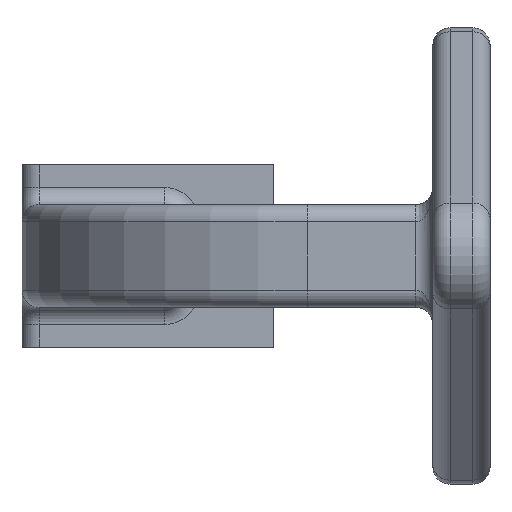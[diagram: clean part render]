
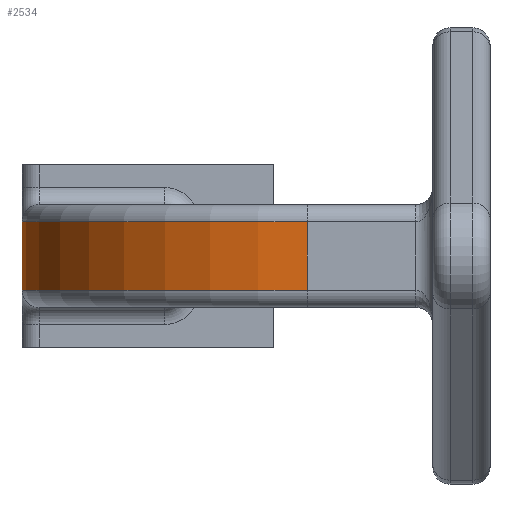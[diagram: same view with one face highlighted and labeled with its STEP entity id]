
A CAD part, left-side view. The second image highlights one B-rep face of the part: STEP entity #2534.
In plain terms, the highlighted cylindrical face has radius 50 mm (diameter 100 mm), a partial arc.
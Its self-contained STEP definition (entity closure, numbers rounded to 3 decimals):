
#1678 = TOROIDAL_SURFACE('',#1679,47.,3.);
#1679 = AXIS2_PLACEMENT_3D('',#1680,#1681,#1682);
#1680 = CARTESIAN_POINT('',(32.5,22.,
    -6.));
#1681 = DIRECTION('',(0.,0.,1.));
#1682 = DIRECTION('',(0.,1.,0.));
#1797 = VERTEX_POINT('',#1798);
#1798 = CARTESIAN_POINT('',(-17.5,22.,6.));
#1805 = PLANE('',#1806);
#1806 = AXIS2_PLACEMENT_3D('',#1807,#1808,#1809);
#1807 = CARTESIAN_POINT('',(-17.5,12.5,0.));
#1808 = DIRECTION('',(1.,0.,0.));
#1809 = DIRECTION('',(0.,0.,-1.));
#1853 = VERTEX_POINT('',#1854);
#1854 = CARTESIAN_POINT('',(-17.5,22.,-6.));
#1875 = EDGE_CURVE('',#1797,#1853,#1876,.T.);
#1876 = SURFACE_CURVE('',#1877,(#1881,#1888),.PCURVE_S1.);
#1877 = LINE('',#1878,#1879);
#1878 = CARTESIAN_POINT('',(-17.5,22.,3.));
#1879 = VECTOR('',#1880,1.);
#1880 = DIRECTION('',(0.,0.,-1.));
#1881 = PCURVE('',#1805,#1882);
#1882 = DEFINITIONAL_REPRESENTATION('',(#1883),#1887);
#1883 = LINE('',#1884,#1885);
#1884 = CARTESIAN_POINT('',(-3.,9.5));
#1885 = VECTOR('',#1886,1.);
#1886 = DIRECTION('',(1.,0.));
#1887 = ( GEOMETRIC_REPRESENTATION_CONTEXT(2) 
PARAMETRIC_REPRESENTATION_CONTEXT() REPRESENTATION_CONTEXT('2D SPACE',''
  ) );
#1888 = PCURVE('',#1889,#1894);
#1889 = CYLINDRICAL_SURFACE('',#1890,50.);
#1890 = AXIS2_PLACEMENT_3D('',#1891,#1892,#1893);
#1891 = CARTESIAN_POINT('',(32.5,22.,-7.));
#1892 = DIRECTION('',(0.,0.,1.));
#1893 = DIRECTION('',(1.,0.,0.));
#1894 = DEFINITIONAL_REPRESENTATION('',(#1895),#1899);
#1895 = LINE('',#1896,#1897);
#1896 = CARTESIAN_POINT('',(3.142,10.));
#1897 = VECTOR('',#1898,1.);
#1898 = DIRECTION('',(0.,-1.));
#1899 = ( GEOMETRIC_REPRESENTATION_CONTEXT(2) 
PARAMETRIC_REPRESENTATION_CONTEXT() REPRESENTATION_CONTEXT('2D SPACE',''
  ) );
#2112 = TOROIDAL_SURFACE('',#2113,47.,3.);
#2113 = AXIS2_PLACEMENT_3D('',#2114,#2115,#2116);
#2114 = CARTESIAN_POINT('',(32.5,22.,
    6.));
#2115 = DIRECTION('',(0.,0.,-1.));
#2116 = DIRECTION('',(-1.,0.,0.));
#2137 = PLANE('',#2138);
#2138 = AXIS2_PLACEMENT_3D('',#2139,#2140,#2141);
#2139 = CARTESIAN_POINT('',(102.5,72.,0.));
#2140 = DIRECTION('',(0.,-1.,0.));
#2141 = DIRECTION('',(0.,0.,-1.));
#2332 = VERTEX_POINT('',#2333);
#2333 = CARTESIAN_POINT('',(32.5,72.,6.));
#2354 = EDGE_CURVE('',#2355,#2332,#2357,.T.);
#2355 = VERTEX_POINT('',#2356);
#2356 = CARTESIAN_POINT('',(32.5,72.,-6.));
#2357 = SURFACE_CURVE('',#2358,(#2362,#2369),.PCURVE_S1.);
#2358 = LINE('',#2359,#2360);
#2359 = CARTESIAN_POINT('',(32.5,72.,-12.));
#2360 = VECTOR('',#2361,1.);
#2361 = DIRECTION('',(0.,0.,1.));
#2362 = PCURVE('',#2137,#2363);
#2363 = DEFINITIONAL_REPRESENTATION('',(#2364),#2368);
#2364 = LINE('',#2365,#2366);
#2365 = CARTESIAN_POINT('',(12.,-70.));
#2366 = VECTOR('',#2367,1.);
#2367 = DIRECTION('',(-1.,0.));
#2368 = ( GEOMETRIC_REPRESENTATION_CONTEXT(2) 
PARAMETRIC_REPRESENTATION_CONTEXT() REPRESENTATION_CONTEXT('2D SPACE',''
  ) );
#2369 = PCURVE('',#1889,#2370);
#2370 = DEFINITIONAL_REPRESENTATION('',(#2371),#2375);
#2371 = LINE('',#2372,#2373);
#2372 = CARTESIAN_POINT('',(1.571,-5.));
#2373 = VECTOR('',#2374,1.);
#2374 = DIRECTION('',(0.,1.));
#2375 = ( GEOMETRIC_REPRESENTATION_CONTEXT(2) 
PARAMETRIC_REPRESENTATION_CONTEXT() REPRESENTATION_CONTEXT('2D SPACE',''
  ) );
#2534 = ADVANCED_FACE('',(#2535),#1889,.T.);
#2535 = FACE_BOUND('',#2536,.T.);
#2536 = EDGE_LOOP('',(#2537,#2538,#2582,#2583));
#2537 = ORIENTED_EDGE('',*,*,#2354,.F.);
#2538 = ORIENTED_EDGE('',*,*,#2539,.T.);
#2539 = EDGE_CURVE('',#2355,#1853,#2540,.T.);
#2540 = SURFACE_CURVE('',#2541,(#2546,#2553),.PCURVE_S1.);
#2541 = CIRCLE('',#2542,50.);
#2542 = AXIS2_PLACEMENT_3D('',#2543,#2544,#2545);
#2543 = CARTESIAN_POINT('',(32.5,22.,-6.));
#2544 = DIRECTION('',(0.,0.,1.));
#2545 = DIRECTION('',(0.,1.,0.));
#2546 = PCURVE('',#1889,#2547);
#2547 = DEFINITIONAL_REPRESENTATION('',(#2548),#2552);
#2548 = LINE('',#2549,#2550);
#2549 = CARTESIAN_POINT('',(1.571,1.));
#2550 = VECTOR('',#2551,1.);
#2551 = DIRECTION('',(1.,0.));
#2552 = ( GEOMETRIC_REPRESENTATION_CONTEXT(2) 
PARAMETRIC_REPRESENTATION_CONTEXT() REPRESENTATION_CONTEXT('2D SPACE',''
  ) );
#2553 = PCURVE('',#1678,#2554);
#2554 = DEFINITIONAL_REPRESENTATION('',(#2555),#2581);
#2555 = B_SPLINE_CURVE_WITH_KNOTS('',3,(#2556,#2557,#2558,#2559,#2560,
    #2561,#2562,#2563,#2564,#2565,#2566,#2567,#2568,#2569,#2570,#2571,
    #2572,#2573,#2574,#2575,#2576,#2577,#2578,#2579,#2580),
  .UNSPECIFIED.,.F.,.F.,(4,1,1,1,1,1,1,1,1,1,1,1,1,1,1,1,1,1,1,1,1,1,4),
  (0.,0.071,0.143,0.214,
    0.286,0.357,0.428,0.5,
    0.571,0.643,0.714,0.785,
    0.857,0.928,1.,1.071,
    1.142,1.214,1.285,1.357,
    1.428,1.499,1.571),
  .QUASI_UNIFORM_KNOTS.);
#2556 = CARTESIAN_POINT('',(0.,6.283));
#2557 = CARTESIAN_POINT('',(0.024,6.283));
#2558 = CARTESIAN_POINT('',(0.071,6.283));
#2559 = CARTESIAN_POINT('',(0.143,6.283));
#2560 = CARTESIAN_POINT('',(0.214,6.283));
#2561 = CARTESIAN_POINT('',(0.286,6.283));
#2562 = CARTESIAN_POINT('',(0.357,6.283));
#2563 = CARTESIAN_POINT('',(0.428,6.283));
#2564 = CARTESIAN_POINT('',(0.5,6.283));
#2565 = CARTESIAN_POINT('',(0.571,6.283));
#2566 = CARTESIAN_POINT('',(0.643,6.283));
#2567 = CARTESIAN_POINT('',(0.714,6.283));
#2568 = CARTESIAN_POINT('',(0.785,6.283));
#2569 = CARTESIAN_POINT('',(0.857,6.283));
#2570 = CARTESIAN_POINT('',(0.928,6.283));
#2571 = CARTESIAN_POINT('',(1.,6.283));
#2572 = CARTESIAN_POINT('',(1.071,6.283));
#2573 = CARTESIAN_POINT('',(1.142,6.283));
#2574 = CARTESIAN_POINT('',(1.214,6.283));
#2575 = CARTESIAN_POINT('',(1.285,6.283));
#2576 = CARTESIAN_POINT('',(1.357,6.283));
#2577 = CARTESIAN_POINT('',(1.428,6.283));
#2578 = CARTESIAN_POINT('',(1.499,6.283));
#2579 = CARTESIAN_POINT('',(1.547,6.283));
#2580 = CARTESIAN_POINT('',(1.571,6.283));
#2581 = ( GEOMETRIC_REPRESENTATION_CONTEXT(2) 
PARAMETRIC_REPRESENTATION_CONTEXT() REPRESENTATION_CONTEXT('2D SPACE',''
  ) );
#2582 = ORIENTED_EDGE('',*,*,#1875,.F.);
#2583 = ORIENTED_EDGE('',*,*,#2584,.T.);
#2584 = EDGE_CURVE('',#1797,#2332,#2585,.T.);
#2585 = SURFACE_CURVE('',#2586,(#2591,#2598),.PCURVE_S1.);
#2586 = CIRCLE('',#2587,50.);
#2587 = AXIS2_PLACEMENT_3D('',#2588,#2589,#2590);
#2588 = CARTESIAN_POINT('',(32.5,22.,6.));
#2589 = DIRECTION('',(0.,0.,-1.));
#2590 = DIRECTION('',(-1.,0.,0.));
#2591 = PCURVE('',#1889,#2592);
#2592 = DEFINITIONAL_REPRESENTATION('',(#2593),#2597);
#2593 = LINE('',#2594,#2595);
#2594 = CARTESIAN_POINT('',(3.142,13.));
#2595 = VECTOR('',#2596,1.);
#2596 = DIRECTION('',(-1.,0.));
#2597 = ( GEOMETRIC_REPRESENTATION_CONTEXT(2) 
PARAMETRIC_REPRESENTATION_CONTEXT() REPRESENTATION_CONTEXT('2D SPACE',''
  ) );
#2598 = PCURVE('',#2112,#2599);
#2599 = DEFINITIONAL_REPRESENTATION('',(#2600),#2626);
#2600 = B_SPLINE_CURVE_WITH_KNOTS('',3,(#2601,#2602,#2603,#2604,#2605,
    #2606,#2607,#2608,#2609,#2610,#2611,#2612,#2613,#2614,#2615,#2616,
    #2617,#2618,#2619,#2620,#2621,#2622,#2623,#2624,#2625),
  .UNSPECIFIED.,.F.,.F.,(4,1,1,1,1,1,1,1,1,1,1,1,1,1,1,1,1,1,1,1,1,1,4),
  (0.,0.071,0.143,0.214,
    0.286,0.357,0.428,0.5,
    0.571,0.643,0.714,0.785,
    0.857,0.928,1.,1.071,
    1.142,1.214,1.285,1.357,
    1.428,1.499,1.571),
  .QUASI_UNIFORM_KNOTS.);
#2601 = CARTESIAN_POINT('',(0.,6.283));
#2602 = CARTESIAN_POINT('',(0.024,6.283));
#2603 = CARTESIAN_POINT('',(0.071,6.283));
#2604 = CARTESIAN_POINT('',(0.143,6.283));
#2605 = CARTESIAN_POINT('',(0.214,6.283));
#2606 = CARTESIAN_POINT('',(0.286,6.283));
#2607 = CARTESIAN_POINT('',(0.357,6.283));
#2608 = CARTESIAN_POINT('',(0.428,6.283));
#2609 = CARTESIAN_POINT('',(0.5,6.283));
#2610 = CARTESIAN_POINT('',(0.571,6.283));
#2611 = CARTESIAN_POINT('',(0.643,6.283));
#2612 = CARTESIAN_POINT('',(0.714,6.283));
#2613 = CARTESIAN_POINT('',(0.785,6.283));
#2614 = CARTESIAN_POINT('',(0.857,6.283));
#2615 = CARTESIAN_POINT('',(0.928,6.283));
#2616 = CARTESIAN_POINT('',(1.,6.283));
#2617 = CARTESIAN_POINT('',(1.071,6.283));
#2618 = CARTESIAN_POINT('',(1.142,6.283));
#2619 = CARTESIAN_POINT('',(1.214,6.283));
#2620 = CARTESIAN_POINT('',(1.285,6.283));
#2621 = CARTESIAN_POINT('',(1.357,6.283));
#2622 = CARTESIAN_POINT('',(1.428,6.283));
#2623 = CARTESIAN_POINT('',(1.499,6.283));
#2624 = CARTESIAN_POINT('',(1.547,6.283));
#2625 = CARTESIAN_POINT('',(1.571,6.283));
#2626 = ( GEOMETRIC_REPRESENTATION_CONTEXT(2) 
PARAMETRIC_REPRESENTATION_CONTEXT() REPRESENTATION_CONTEXT('2D SPACE',''
  ) );
